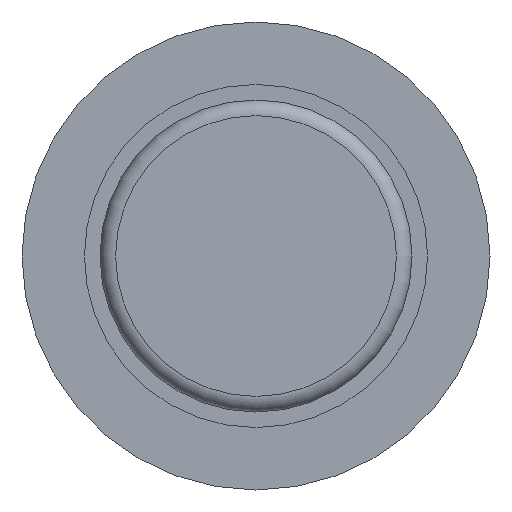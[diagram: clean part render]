
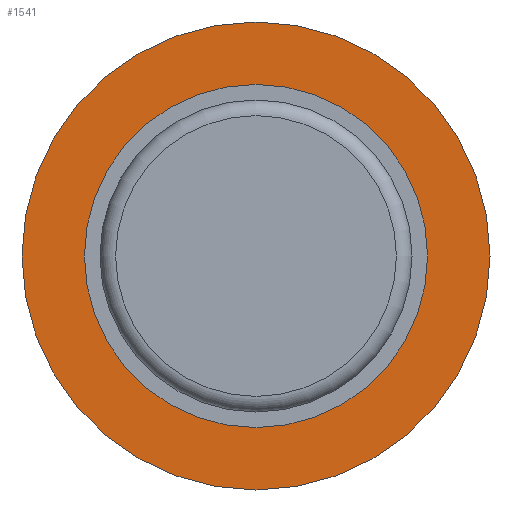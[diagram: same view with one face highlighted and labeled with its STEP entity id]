
A CAD part, front view. The second image highlights one B-rep face of the part: STEP entity #1541.
In plain terms, the highlighted planar face has unit normal (0, -1, 0).
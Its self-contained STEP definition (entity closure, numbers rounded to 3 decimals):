
#742=CIRCLE('',#1430,15.);
#743=CIRCLE('',#1432,11.);
#815=ORIENTED_EDGE('',*,*,#1016,.T.);
#816=ORIENTED_EDGE('',*,*,#1017,.F.);
#958=VERTEX_POINT('',#1639);
#959=VERTEX_POINT('',#1642);
#1016=EDGE_CURVE('',#958,#958,#742,.T.);
#1017=EDGE_CURVE('',#959,#959,#743,.T.);
#1079=EDGE_LOOP('',(#815));
#1080=EDGE_LOOP('',(#816));
#1151=FACE_BOUND('',#1079,.T.);
#1152=FACE_BOUND('',#1080,.T.);
#1264=DIRECTION('',(0.,-1.,0.));
#1265=DIRECTION('',(15.,0.,0.));
#1266=DIRECTION('',(0.,-1.,0.));
#1267=DIRECTION('',(-1.,0.,0.));
#1268=DIRECTION('',(0.,-1.,0.));
#1269=DIRECTION('',(11.,0.,0.));
#1430=AXIS2_PLACEMENT_3D('',#1640,#1264,#1265);
#1431=AXIS2_PLACEMENT_3D('',#1641,#1266,#1267);
#1432=AXIS2_PLACEMENT_3D('',#1643,#1268,#1269);
#1509=PLANE('',#1431);
#1541=ADVANCED_FACE('',(#1151,#1152),#1509,.T.);
#1639=CARTESIAN_POINT('',(15.,0.,0.));
#1640=CARTESIAN_POINT('',(0.,0.,0.));
#1641=CARTESIAN_POINT('',(11.,0.,0.));
#1642=CARTESIAN_POINT('',(11.,0.,0.));
#1643=CARTESIAN_POINT('',(0.,0.,0.));
